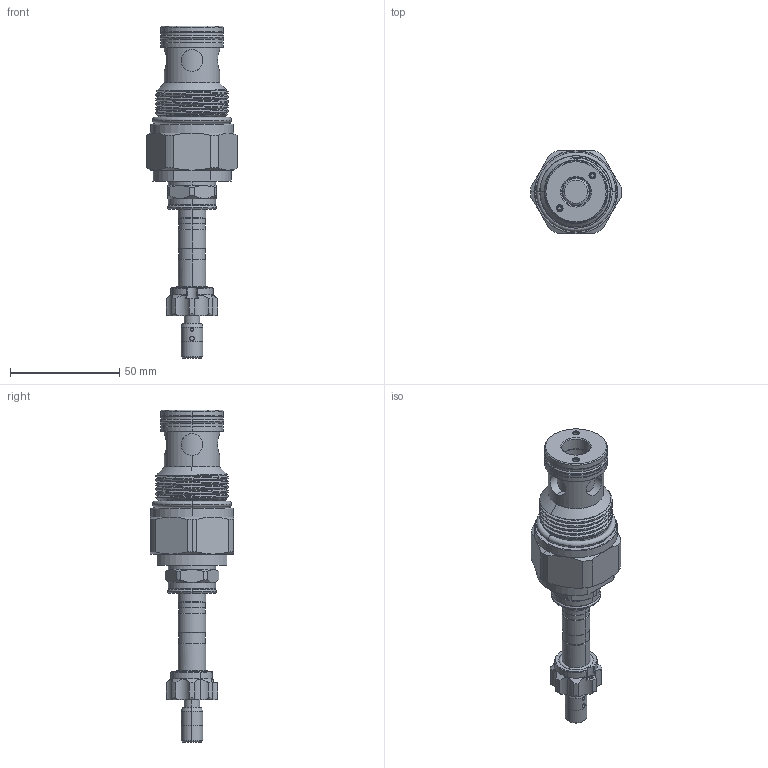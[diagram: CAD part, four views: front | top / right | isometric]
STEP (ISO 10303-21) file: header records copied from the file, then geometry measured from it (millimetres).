
FILE_DESCRIPTION (( 'STEP AP203' ), '1' );
FILE_NAME ('EP16W2A01T95.STEP', '2020-03-30T00:47:38', ( '' ), ( '' ), 'SwSTEP 2.0', 'SolidWorks 2018', '' );
FILE_SCHEMA (( 'CONFIG_CONTROL_DESIGN' ));
Length unit declared in the file: millimetre
Products named in the file (1): EP16W2A01T95
Bounding box: 41.5 x 38 x 152 mm (x, y, z)
Volume: 72791.1 mm3; surface area: 19285.7 mm2
Topology: 6 solids, 6 shells, 304 faces, 699 edges, 429 vertices
Faces by surface type: cylinder 147, cone 61, plane 47, torus 42, bspline 5, sphere 2
Entity records: 11783 total; most frequent: CARTESIAN_POINT 4869, DIRECTION 1491, ORIENTED_EDGE 1398, EDGE_CURVE 699, AXIS2_PLACEMENT_3D 640, VERTEX_POINT 429, CIRCLE 340, EDGE_LOOP 338
